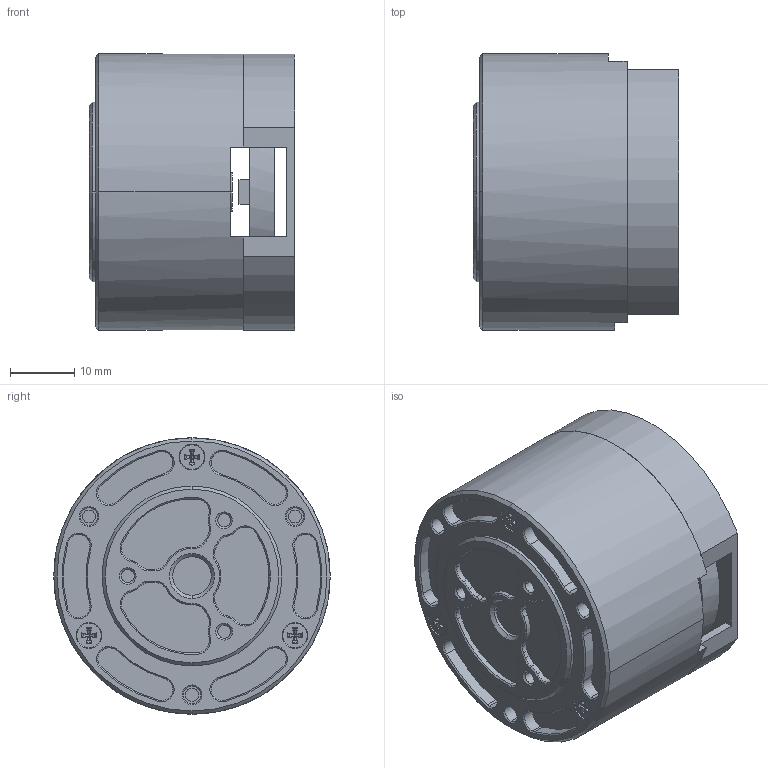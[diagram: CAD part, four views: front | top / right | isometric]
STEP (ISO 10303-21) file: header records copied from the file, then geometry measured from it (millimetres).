
FILE_DESCRIPTION (( 'STEP AP214' ), '1' );
FILE_NAME ('3505-8湍GDZ34假蚾喜渡芞_25062501.STEP', '2025-06-25T05:53:48', ( '' ), ( '' ), 'SwSTEP 2.0', 'SolidWorks 2016', '' );
FILE_SCHEMA (( 'AUTOMOTIVE_DESIGN' ));
Length unit declared in the file: millimetre
Products named in the file (3): 3505-8湍GDZ34假蚾喜渡芞_25062501; 綴裔GIM3505-8GDZ34; 3505-8-SHS
Assembly tree (2 placements, depth 2):
  3505-8湍GDZ34假蚾喜渡芞_25062501
    3505-8-SHS
    綴裔GIM3505-8GDZ34
Bounding box: 32 x 43 x 43 mm (x, y, z)
Volume: 34208.5 mm3; surface area: 20841.7 mm2
Topology: 3 solids, 3 shells, 476 faces, 1237 edges, 790 vertices
Faces by surface type: cylinder 190, cone 160, plane 108, bspline 18
Entity records: 15483 total; most frequent: CARTESIAN_POINT 3546, DIRECTION 2608, ORIENTED_EDGE 2462, EDGE_CURVE 1231, AXIS2_PLACEMENT_3D 1080, VERTEX_POINT 790, CIRCLE 617, EDGE_LOOP 523
